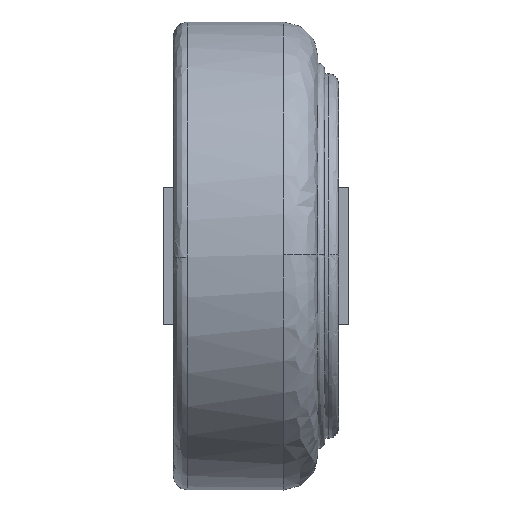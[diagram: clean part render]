
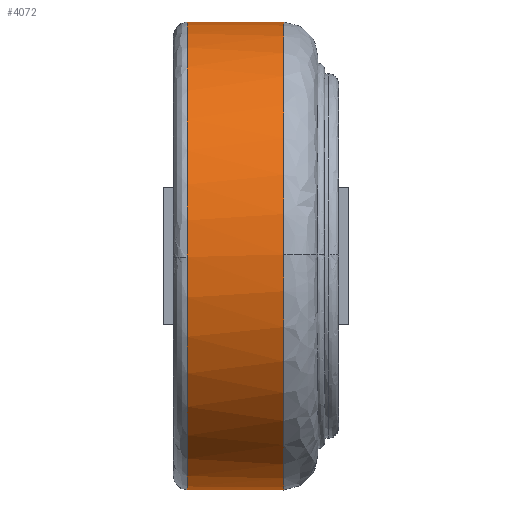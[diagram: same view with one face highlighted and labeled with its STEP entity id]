
A CAD part, left-side view. The second image highlights one B-rep face of the part: STEP entity #4072.
In plain terms, the highlighted cylindrical face has radius 3.4 mm (diameter 6.8 mm), a partial arc.
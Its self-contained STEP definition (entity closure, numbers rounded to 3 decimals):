
#468 = DIRECTION ( 'NONE',  ( 0., 1., 0. ) ) ;
#567 = DIRECTION ( 'NONE',  ( 0., 1., 0. ) ) ;
#804 = CARTESIAN_POINT ( 'NONE',  ( 0., 0.5, -3.4 ) ) ;
#807 = CARTESIAN_POINT ( 'NONE',  ( -3.4, 1.9, -0.015 ) ) ;
#850 = AXIS2_PLACEMENT_3D ( 'NONE', #3726, #8592, #1703 ) ;
#863 = CIRCLE ( 'NONE', #1426, 3.4 ) ;
#883 = CARTESIAN_POINT ( 'NONE',  ( 0., 1.9, -3.4 ) ) ;
#907 = EDGE_CURVE ( 'NONE', #7436, #8358, #863, .T. ) ;
#1268 = CARTESIAN_POINT ( 'NONE',  ( 0., 0.5, -3.4 ) ) ;
#1426 = AXIS2_PLACEMENT_3D ( 'NONE', #3620, #8487, #4330 ) ;
#1521 = VERTEX_POINT ( 'NONE', #5695 ) ;
#1703 = DIRECTION ( 'NONE',  ( 1., 0., -0.006 ) ) ;
#1726 = LINE ( 'NONE', #6664, #8858 ) ;
#2468 = DIRECTION ( 'NONE',  ( 0., 0., 1. ) ) ;
#2651 = AXIS2_PLACEMENT_3D ( 'NONE', #7249, #3112, #7951 ) ;
#2717 = LINE ( 'NONE', #1268, #5965 ) ;
#2811 = ORIENTED_EDGE ( 'NONE', *, *, #907, .F. ) ;
#3112 = DIRECTION ( 'NONE',  ( 0., 1., 0. ) ) ;
#3168 = CARTESIAN_POINT ( 'NONE',  ( 0., 1.9, 0. ) ) ;
#3276 = ORIENTED_EDGE ( 'NONE', *, *, #8652, .T. ) ;
#3620 = CARTESIAN_POINT ( 'NONE',  ( 0., 1.9, 0. ) ) ;
#3630 = CARTESIAN_POINT ( 'NONE',  ( 0., 0.5, 3.4 ) ) ;
#3726 = CARTESIAN_POINT ( 'NONE',  ( 0., 0.5, 0. ) ) ;
#3778 = AXIS2_PLACEMENT_3D ( 'NONE', #3168, #8003, #3839 ) ;
#3839 = DIRECTION ( 'NONE',  ( 1., 0., 0. ) ) ;
#3948 = CIRCLE ( 'NONE', #850, 3.4 ) ;
#4049 = EDGE_CURVE ( 'NONE', #8358, #7596, #8040, .T. ) ;
#4072 = ADVANCED_FACE ( 'NONE', ( #8908 ), #5985, .T. ) ;
#4215 = ORIENTED_EDGE ( 'NONE', *, *, #5230, .T. ) ;
#4330 = DIRECTION ( 'NONE',  ( 1., 0., 0. ) ) ;
#4529 = CARTESIAN_POINT ( 'NONE',  ( 0., 0.5, 0. ) ) ;
#4567 = VERTEX_POINT ( 'NONE', #3630 ) ;
#4677 = ORIENTED_EDGE ( 'NONE', *, *, #4049, .F. ) ;
#4898 = EDGE_CURVE ( 'NONE', #7348, #7436, #2717, .T. ) ;
#5230 = EDGE_CURVE ( 'NONE', #7348, #1521, #6698, .T. ) ;
#5636 = AXIS2_PLACEMENT_3D ( 'NONE', #4529, #6619, #2468 ) ;
#5695 = CARTESIAN_POINT ( 'NONE',  ( -3.4, 0.5, 0.022 ) ) ;
#5847 = CARTESIAN_POINT ( 'NONE',  ( 0., 1.9, 3.4 ) ) ;
#5965 = VECTOR ( 'NONE', #567, 1000. ) ;
#5985 = CYLINDRICAL_SURFACE ( 'NONE', #5636, 3.4 ) ;
#6130 = EDGE_CURVE ( 'NONE', #1521, #4567, #3948, .T. ) ;
#6327 = EDGE_LOOP ( 'NONE', ( #8247, #4215, #6530, #3276, #4677, #2811 ) ) ;
#6530 = ORIENTED_EDGE ( 'NONE', *, *, #6130, .T. ) ;
#6619 = DIRECTION ( 'NONE',  ( 0., 1., 0. ) ) ;
#6664 = CARTESIAN_POINT ( 'NONE',  ( 0., 0.5, 3.4 ) ) ;
#6698 = CIRCLE ( 'NONE', #2651, 3.4 ) ;
#7249 = CARTESIAN_POINT ( 'NONE',  ( 0., 0.5, 0. ) ) ;
#7348 = VERTEX_POINT ( 'NONE', #804 ) ;
#7436 = VERTEX_POINT ( 'NONE', #883 ) ;
#7596 = VERTEX_POINT ( 'NONE', #5847 ) ;
#7951 = DIRECTION ( 'NONE',  ( 1., 0., -0.006 ) ) ;
#8003 = DIRECTION ( 'NONE',  ( 0., 1., 0. ) ) ;
#8040 = CIRCLE ( 'NONE', #3778, 3.4 ) ;
#8247 = ORIENTED_EDGE ( 'NONE', *, *, #4898, .F. ) ;
#8358 = VERTEX_POINT ( 'NONE', #807 ) ;
#8487 = DIRECTION ( 'NONE',  ( 0., 1., 0. ) ) ;
#8592 = DIRECTION ( 'NONE',  ( 0., 1., 0. ) ) ;
#8652 = EDGE_CURVE ( 'NONE', #4567, #7596, #1726, .T. ) ;
#8858 = VECTOR ( 'NONE', #468, 1000. ) ;
#8908 = FACE_OUTER_BOUND ( 'NONE', #6327, .T. ) ;
